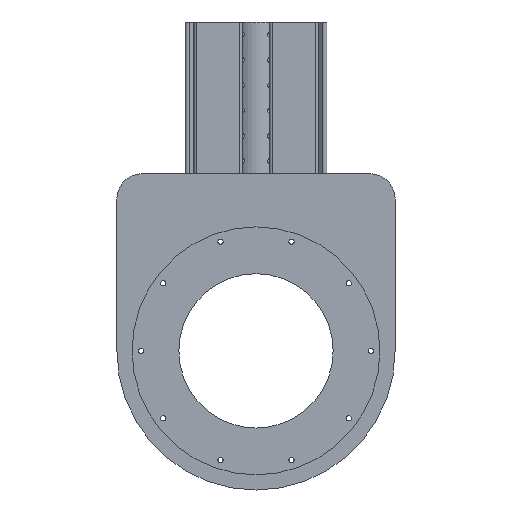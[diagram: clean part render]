
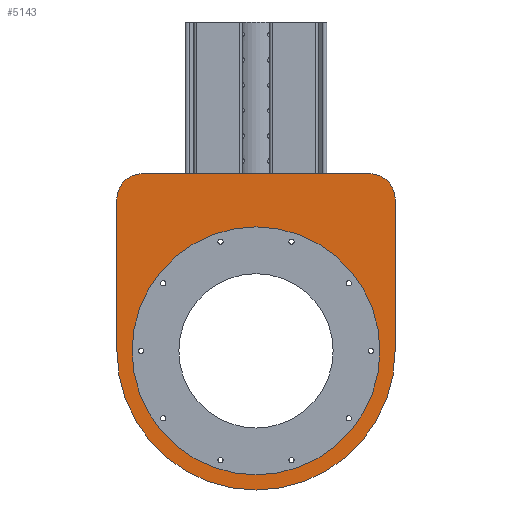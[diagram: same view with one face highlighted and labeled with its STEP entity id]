
A CAD part, front view. The second image highlights one B-rep face of the part: STEP entity #5143.
In plain terms, the highlighted planar face has unit normal (0, -1, 0).
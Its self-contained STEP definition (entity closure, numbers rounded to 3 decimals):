
#159=PLANE('',#5722);
#273=FACE_BOUND('',#1933,.T.);
#711=LINE('',#10174,#1048);
#716=LINE('',#10193,#1053);
#730=LINE('',#10247,#1067);
#1048=VECTOR('',#7098,10.);
#1053=VECTOR('',#7117,10.);
#1067=VECTOR('',#7185,10.);
#1535=FACE_OUTER_BOUND('',#1932,.T.);
#1932=EDGE_LOOP('',(#4826,#4827,#4828,#4829,#4830,#4831));
#1933=EDGE_LOOP('',(#4832));
#2124=CIRCLE('',#5684,10.);
#2128=CIRCLE('',#5691,10.);
#2140=CIRCLE('',#5716,49.);
#2142=CIRCLE('',#5721,55.);
#2595=VERTEX_POINT('',#10164);
#2596=VERTEX_POINT('',#10166);
#2598=VERTEX_POINT('',#10172);
#2603=VERTEX_POINT('',#10186);
#2604=VERTEX_POINT('',#10188);
#2605=VERTEX_POINT('',#10192);
#2617=VERTEX_POINT('',#10240);
#3315=EDGE_CURVE('',#2595,#2596,#2124,.T.);
#3319=EDGE_CURVE('',#2595,#2598,#711,.T.);
#3326=EDGE_CURVE('',#2603,#2604,#2128,.T.);
#3328=EDGE_CURVE('',#2605,#2604,#716,.T.);
#3352=EDGE_CURVE('',#2617,#2617,#2140,.T.);
#3355=EDGE_CURVE('',#2603,#2596,#730,.T.);
#3356=EDGE_CURVE('',#2605,#2598,#2142,.T.);
#4826=ORIENTED_EDGE('',*,*,#3315,.F.);
#4827=ORIENTED_EDGE('',*,*,#3319,.T.);
#4828=ORIENTED_EDGE('',*,*,#3356,.F.);
#4829=ORIENTED_EDGE('',*,*,#3328,.T.);
#4830=ORIENTED_EDGE('',*,*,#3326,.F.);
#4831=ORIENTED_EDGE('',*,*,#3355,.T.);
#4832=ORIENTED_EDGE('',*,*,#3352,.T.);
#5143=ADVANCED_FACE('',(#1535,#273),#159,.F.);
#5684=AXIS2_PLACEMENT_3D('',#10167,#7091,#7092);
#5691=AXIS2_PLACEMENT_3D('',#10189,#7112,#7113);
#5716=AXIS2_PLACEMENT_3D('',#10241,#7176,#7177);
#5721=AXIS2_PLACEMENT_3D('',#10249,#7188,#7189);
#5722=AXIS2_PLACEMENT_3D('',#10250,#7190,#7191);
#7091=DIRECTION('center_axis',(0.,1.,0.));
#7092=DIRECTION('ref_axis',(-0.707,0.,0.707));
#7098=DIRECTION('',(0.,0.,-1.));
#7112=DIRECTION('center_axis',(0.,1.,0.));
#7113=DIRECTION('ref_axis',(0.707,0.,0.707));
#7117=DIRECTION('',(0.,0.,1.));
#7176=DIRECTION('center_axis',(0.,1.,0.));
#7177=DIRECTION('ref_axis',(1.,0.,0.));
#7185=DIRECTION('',(-1.,0.,0.));
#7188=DIRECTION('center_axis',(0.,1.,0.));
#7189=DIRECTION('ref_axis',(1.,0.,0.));
#7190=DIRECTION('center_axis',(0.,1.,0.));
#7191=DIRECTION('ref_axis',(1.,0.,0.));
#10164=CARTESIAN_POINT('',(-55.,0.,60.));
#10166=CARTESIAN_POINT('',(-45.,0.,70.));
#10167=CARTESIAN_POINT('Origin',(-45.,0.,60.));
#10172=CARTESIAN_POINT('',(-55.,0.,0.));
#10174=CARTESIAN_POINT('',(-55.,0.,70.));
#10186=CARTESIAN_POINT('',(45.,0.,70.));
#10188=CARTESIAN_POINT('',(55.,0.,60.));
#10189=CARTESIAN_POINT('Origin',(45.,0.,60.));
#10192=CARTESIAN_POINT('',(55.,0.,0.));
#10193=CARTESIAN_POINT('',(55.,0.,0.));
#10240=CARTESIAN_POINT('',(-49.,0.,0.));
#10241=CARTESIAN_POINT('Origin',(0.,0.,0.));
#10247=CARTESIAN_POINT('',(55.,0.,70.));
#10249=CARTESIAN_POINT('Origin',(0.,0.,0.));
#10250=CARTESIAN_POINT('Origin',(0.,0.,7.5));
